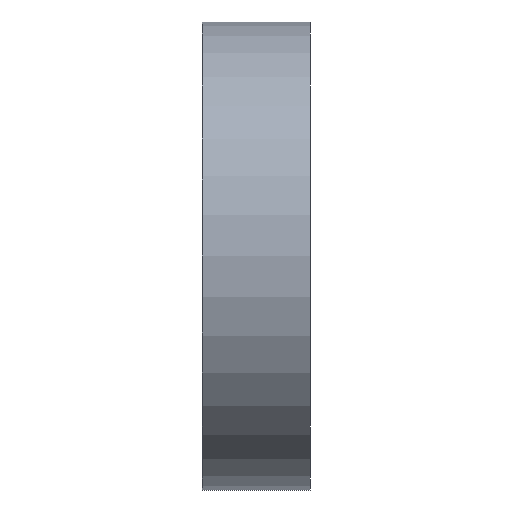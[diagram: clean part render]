
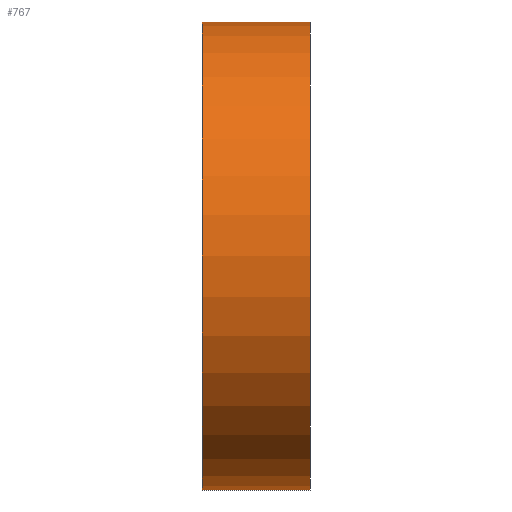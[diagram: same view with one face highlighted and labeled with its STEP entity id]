
A CAD part, left-side view. The second image highlights one B-rep face of the part: STEP entity #767.
In plain terms, the highlighted cylindrical face has radius 32.5 mm (diameter 65 mm), a partial arc.
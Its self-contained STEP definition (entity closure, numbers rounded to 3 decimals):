
#3 = CARTESIAN_POINT ( 'NONE',  ( 0., 15., -32.5 ) ) ;
#23 = CARTESIAN_POINT ( 'NONE',  ( 0., 0., 0. ) ) ;
#37 = AXIS2_PLACEMENT_3D ( 'NONE', #23, #529, #205 ) ;
#63 = CARTESIAN_POINT ( 'NONE',  ( 0., 15., -32.5 ) ) ;
#66 = CARTESIAN_POINT ( 'NONE',  ( 0., 15., 0. ) ) ;
#117 = AXIS2_PLACEMENT_3D ( 'NONE', #66, #256, #194 ) ;
#121 = DIRECTION ( 'NONE',  ( 0., -1., 0. ) ) ;
#156 = CARTESIAN_POINT ( 'NONE',  ( 0., 15., 32.5 ) ) ;
#169 = ORIENTED_EDGE ( 'NONE', *, *, #692, .T. ) ;
#194 = DIRECTION ( 'NONE',  ( 0., 0., -1. ) ) ;
#205 = DIRECTION ( 'NONE',  ( 0., 0., 1. ) ) ;
#216 = ORIENTED_EDGE ( 'NONE', *, *, #649, .F. ) ;
#230 = CARTESIAN_POINT ( 'NONE',  ( 0., 15., 0. ) ) ;
#243 = CARTESIAN_POINT ( 'NONE',  ( 0., 15., 32.5 ) ) ;
#256 = DIRECTION ( 'NONE',  ( 0., -1., 0. ) ) ;
#285 = ORIENTED_EDGE ( 'NONE', *, *, #794, .T. ) ;
#299 = DIRECTION ( 'NONE',  ( 0., 1., 0. ) ) ;
#321 = EDGE_CURVE ( 'NONE', #487, #596, #592, .T. ) ;
#334 = AXIS2_PLACEMENT_3D ( 'NONE', #230, #299, #790 ) ;
#335 = CIRCLE ( 'NONE', #37, 32.5 ) ;
#400 = ORIENTED_EDGE ( 'NONE', *, *, #321, .F. ) ;
#443 = LINE ( 'NONE', #63, #620 ) ;
#448 = CARTESIAN_POINT ( 'NONE',  ( 0., 0., 32.5 ) ) ;
#487 = VERTEX_POINT ( 'NONE', #3 ) ;
#501 = LINE ( 'NONE', #243, #555 ) ;
#508 = FACE_OUTER_BOUND ( 'NONE', #633, .T. ) ;
#529 = DIRECTION ( 'NONE',  ( 0., 1., 0. ) ) ;
#533 = VERTEX_POINT ( 'NONE', #448 ) ;
#555 = VECTOR ( 'NONE', #121, 1000. ) ;
#572 = DIRECTION ( 'NONE',  ( 0., -1., 0. ) ) ;
#592 = CIRCLE ( 'NONE', #334, 32.5 ) ;
#596 = VERTEX_POINT ( 'NONE', #156 ) ;
#620 = VECTOR ( 'NONE', #572, 1000. ) ;
#633 = EDGE_LOOP ( 'NONE', ( #216, #400, #169, #285 ) ) ;
#649 = EDGE_CURVE ( 'NONE', #596, #533, #501, .T. ) ;
#669 = VERTEX_POINT ( 'NONE', #675 ) ;
#675 = CARTESIAN_POINT ( 'NONE',  ( 0., 0., -32.5 ) ) ;
#692 = EDGE_CURVE ( 'NONE', #487, #669, #443, .T. ) ;
#758 = CYLINDRICAL_SURFACE ( 'NONE', #117, 32.5 ) ;
#767 = ADVANCED_FACE ( 'NONE', ( #508 ), #758, .T. ) ;
#790 = DIRECTION ( 'NONE',  ( 0., 0., 1. ) ) ;
#794 = EDGE_CURVE ( 'NONE', #669, #533, #335, .T. ) ;
